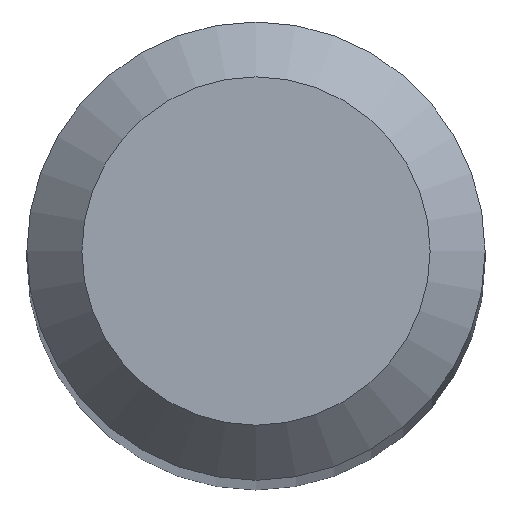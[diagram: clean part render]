
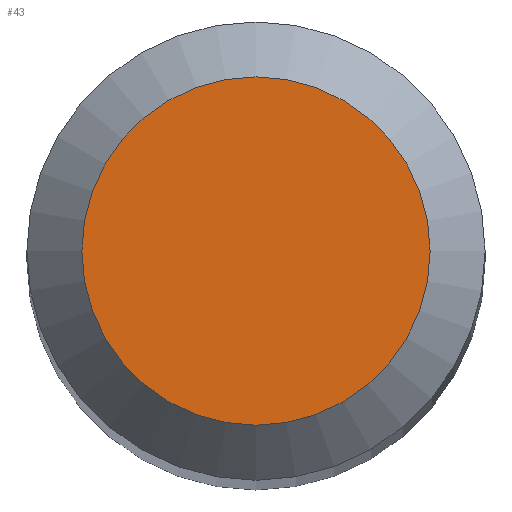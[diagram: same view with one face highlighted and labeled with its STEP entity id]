
A CAD part, top view. The second image highlights one B-rep face of the part: STEP entity #43.
In plain terms, the highlighted planar face has unit normal (0, 0, 1).
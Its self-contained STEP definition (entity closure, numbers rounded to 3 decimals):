
#2 = CIRCLE ( 'NONE', #157, 0.95 ) ;
#10 = FACE_OUTER_BOUND ( 'NONE', #45, .T. ) ;
#43 = ADVANCED_FACE ( 'NONE', ( #10 ), #187, .F. ) ;
#45 = EDGE_LOOP ( 'NONE', ( #170 ) ) ;
#48 = DIRECTION ( 'NONE',  ( 0., 0., -1. ) ) ;
#61 = EDGE_CURVE ( 'NONE', #132, #132, #2, .T. ) ;
#65 = DIRECTION ( 'NONE',  ( 0., 0., -1. ) ) ;
#88 = DIRECTION ( 'NONE',  ( 0., 1., 0. ) ) ;
#95 = CARTESIAN_POINT ( 'NONE',  ( 0., 0.95, 43. ) ) ;
#102 = CARTESIAN_POINT ( 'NONE',  ( 0., 0., 43. ) ) ;
#105 = DIRECTION ( 'NONE',  ( 0., 1., 0. ) ) ;
#115 = AXIS2_PLACEMENT_3D ( 'NONE', #117, #48, #88 ) ;
#117 = CARTESIAN_POINT ( 'NONE',  ( 0., 0., 43. ) ) ;
#132 = VERTEX_POINT ( 'NONE', #95 ) ;
#157 = AXIS2_PLACEMENT_3D ( 'NONE', #102, #65, #105 ) ;
#170 = ORIENTED_EDGE ( 'NONE', *, *, #61, .F. ) ;
#187 = PLANE ( 'NONE',  #115 ) ;
